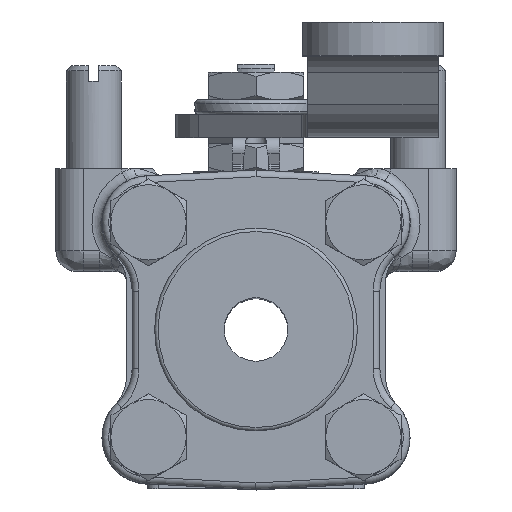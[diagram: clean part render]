
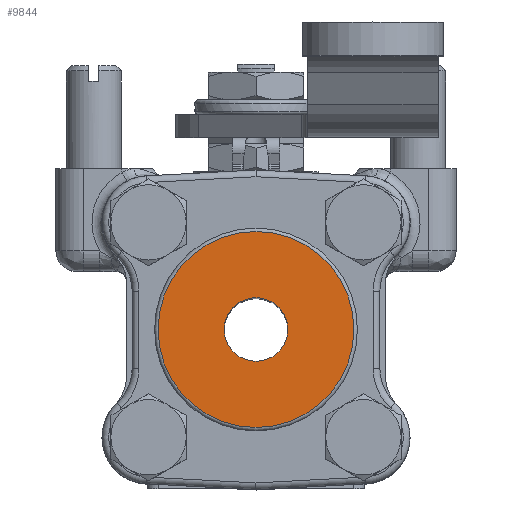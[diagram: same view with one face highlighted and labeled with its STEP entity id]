
A CAD part, top view. The second image highlights one B-rep face of the part: STEP entity #9844.
In plain terms, the highlighted planar face has unit normal (0, 0, 1).
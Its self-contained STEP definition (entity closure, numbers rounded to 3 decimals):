
#30=FACE_BOUND('',#2202,.T.);
#581=PLANE('',#10698);
#1610=FACE_OUTER_BOUND('',#2201,.T.);
#2201=EDGE_LOOP('',(#7659));
#2202=EDGE_LOOP('',(#7660));
#3697=CIRCLE('',#10234,4.699);
#3932=CIRCLE('',#10699,14.478);
#4265=VERTEX_POINT('',#14209);
#4649=VERTEX_POINT('',#15651);
#5152=EDGE_CURVE('',#4265,#4265,#3697,.T.);
#5741=EDGE_CURVE('',#4649,#4649,#3932,.T.);
#7659=ORIENTED_EDGE('',*,*,#5741,.F.);
#7660=ORIENTED_EDGE('',*,*,#5152,.T.);
#9844=ADVANCED_FACE('',(#1610,#30),#581,.F.);
#10234=AXIS2_PLACEMENT_3D('',#14210,#11376,#11377);
#10698=AXIS2_PLACEMENT_3D('',#15650,#12570,#12571);
#10699=AXIS2_PLACEMENT_3D('',#15652,#12572,#12573);
#11376=DIRECTION('center_axis',(0.,0.,
-1.));
#11377=DIRECTION('ref_axis',(-1.,0.,0.));
#12570=DIRECTION('center_axis',(0.,0.,
-1.));
#12571=DIRECTION('ref_axis',(0.,1.,0.));
#12572=DIRECTION('center_axis',(0.,0.,
-1.));
#12573=DIRECTION('ref_axis',(0.,1.,0.));
#14209=CARTESIAN_POINT('',(4.699,0.,44.444));
#14210=CARTESIAN_POINT('Origin',(0.,0.,
44.444));
#15650=CARTESIAN_POINT('Origin',(0.,-7.493,
44.444));
#15651=CARTESIAN_POINT('',(0.,-14.478,44.444));
#15652=CARTESIAN_POINT('Origin',(0.,0.,
44.444));
